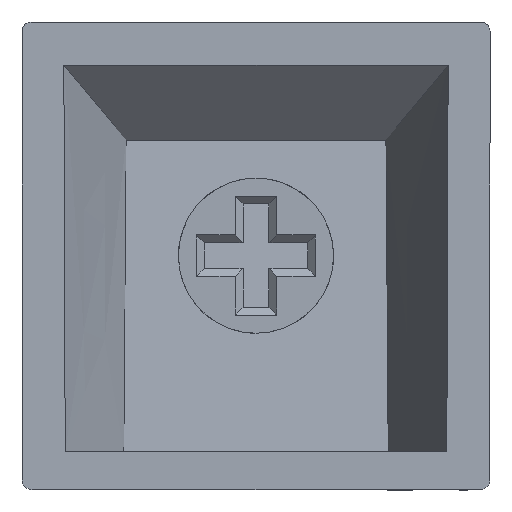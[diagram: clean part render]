
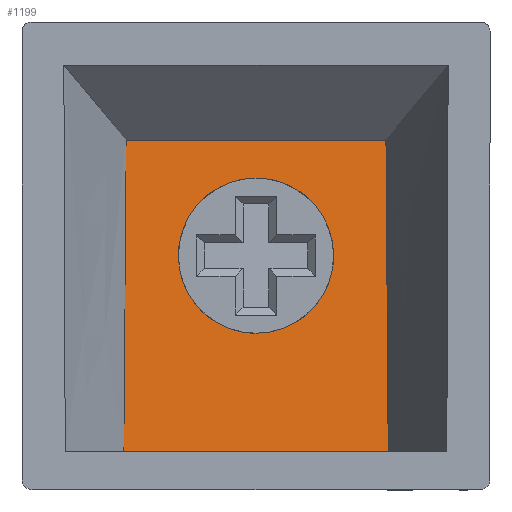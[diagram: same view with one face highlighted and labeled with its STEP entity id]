
A CAD part, front view. The second image highlights one B-rep face of the part: STEP entity #1199.
In plain terms, the highlighted planar face has unit normal (0, -0.995, 0.103).
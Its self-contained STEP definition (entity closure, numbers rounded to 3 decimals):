
#16 = CARTESIAN_POINT ( 'NONE',  ( 14.095, 5.59, -7.54 ) ) ;
#28 = EDGE_CURVE ( 'NONE', #1788, #1092, #1722, .T. ) ;
#53 = CARTESIAN_POINT ( 'NONE',  ( 9.05, 5.747, -6.037 ) ) ;
#83 = CARTESIAN_POINT ( 'NONE',  ( 9.05, 5.747, -6.037 ) ) ;
#112 = CARTESIAN_POINT ( 'NONE',  ( 3.999, 5.506, -8.349 ) ) ;
#146 = LINE ( 'NONE', #2447, #1106 ) ;
#230 = ORIENTED_EDGE ( 'NONE', *, *, #2617, .F. ) ;
#256 = CARTESIAN_POINT ( 'NONE',  ( 14.152, 4.779, -15.338 ) ) ;
#274 = CARTESIAN_POINT ( 'NONE',  ( 3.05, 5.747, -6.037 ) ) ;
#315 = CARTESIAN_POINT ( 'NONE',  ( 4.008, 5.637, -7.087 ) ) ;
#384 = DIRECTION ( 'NONE',  ( 1., 0., 0. ) ) ;
#415 = EDGE_LOOP ( 'NONE', ( #2040, #1208, #230, #1949 ) ) ;
#417 = B_SPLINE_CURVE_WITH_KNOTS ( 'NONE', 3,
 ( #1571, #2375, #926, #2606, #1143, #1964, #112, #315, #729, #2451 ),
 .UNSPECIFIED., .F., .F.,
 ( 4, 3, 3, 4 ),
 ( 0., 0.004, 0.008, 0.012 ),
 .UNSPECIFIED. ) ;
#467 = CARTESIAN_POINT ( 'NONE',  ( 9.05, 5.747, -6.037 ) ) ;
#469 = CARTESIAN_POINT ( 'NONE',  ( 0., 4.648, -16.6 ) ) ;
#653 = CARTESIAN_POINT ( 'NONE',  ( 14.076, 5.9, -4.564 ) ) ;
#729 = CARTESIAN_POINT ( 'NONE',  ( 4.016, 5.769, -5.825 ) ) ;
#841 = ORIENTED_EDGE ( 'NONE', *, *, #949, .F. ) ;
#870 = DIRECTION ( 'NONE',  ( 1., 0., 0. ) ) ;
#926 = CARTESIAN_POINT ( 'NONE',  ( 3.961, 4.958, -13.622 ) ) ;
#949 = EDGE_CURVE ( 'NONE', #1218, #2461, #2557, .T. ) ;
#1068 = FACE_OUTER_BOUND ( 'NONE', #415, .T. ) ;
#1092 = VERTEX_POINT ( 'NONE', #1336 ) ;
#1106 = VECTOR ( 'NONE', #384, 1000. ) ;
#1126 = AXIS2_PLACEMENT_3D ( 'NONE', #1582, #2618, #1601 ) ;
#1143 = CARTESIAN_POINT ( 'NONE',  ( 3.982, 5.244, -10.872 ) ) ;
#1175 = PLANE ( 'NONE',  #1126 ) ;
#1199 = ADVANCED_FACE ( 'NONE', ( #2651, #1068 ), #1175, .F. ) ;
#1208 = ORIENTED_EDGE ( 'NONE', *, *, #1977, .F. ) ;
#1218 = VERTEX_POINT ( 'NONE', #2598 ) ;
#1297 = CARTESIAN_POINT ( 'NONE',  ( 14.085, 5.745, -6.052 ) ) ;
#1300 = CARTESIAN_POINT ( 'NONE',  ( 9.05, 5.123, -12.037 ) ) ;
#1336 = CARTESIAN_POINT ( 'NONE',  ( 14.163, 4.648, -16.6 ) ) ;
#1475 = CARTESIAN_POINT ( 'NONE',  ( 14.114, 5.304, -10.29 ) ) ;
#1504 = CARTESIAN_POINT ( 'NONE',  ( 14.133, 5.042, -12.814 ) ) ;
#1517 = CARTESIAN_POINT ( 'NONE',  ( 15.05, 5.123, -12.037 ) ) ;
#1530 = EDGE_CURVE ( 'NONE', #2206, #1092, #1570, .T. ) ;
#1570 = LINE ( 'NONE', #469, #1690 ) ;
#1571 = CARTESIAN_POINT ( 'NONE',  ( 3.937, 4.648, -16.6 ) ) ;
#1577 = CARTESIAN_POINT ( 'NONE',  ( 14.076, 5.9, -4.564 ) ) ;
#1582 = CARTESIAN_POINT ( 'NONE',  ( 0., 6.306, -0.656 ) ) ;
#1601 = DIRECTION ( 'NONE',  ( 0., 0.103, 0.995 ) ) ;
#1629 = VERTEX_POINT ( 'NONE', #1984 ) ;
#1678 = CARTESIAN_POINT ( 'NONE',  ( 14.163, 4.648, -16.6 ) ) ;
#1690 = VECTOR ( 'NONE', #870, 1000. ) ;
#1697 = CARTESIAN_POINT ( 'NONE',  ( 15.05, 5.747, -6.037 ) ) ;
#1715 = CARTESIAN_POINT ( 'NONE',  ( 9.05, 5.123, -12.037 ) ) ;
#1722 = B_SPLINE_CURVE_WITH_KNOTS ( 'NONE', 3,
 ( #653, #1297, #16, #2307, #1475, #1921, #1504, #2519, #256, #1678 ),
 .UNSPECIFIED., .F., .F.,
 ( 4, 3, 3, 4 ),
 ( 0., 0.004, 0.008, 0.012 ),
 .UNSPECIFIED. ) ;
#1726 = CARTESIAN_POINT ( 'NONE',  ( 3.05, 5.123, -12.037 ) ) ;
#1788 = VERTEX_POINT ( 'NONE', #1577 ) ;
#1921 = CARTESIAN_POINT ( 'NONE',  ( 14.123, 5.173, -11.552 ) ) ;
#1949 = ORIENTED_EDGE ( 'NONE', *, *, #1530, .T. ) ;
#1964 = CARTESIAN_POINT ( 'NONE',  ( 3.991, 5.375, -9.61 ) ) ;
#1977 = EDGE_CURVE ( 'NONE', #1629, #1788, #146, .T. ) ;
#1984 = CARTESIAN_POINT ( 'NONE',  ( 4.024, 5.9, -4.564 ) ) ;
#2040 = ORIENTED_EDGE ( 'NONE', *, *, #28, .F. ) ;
#2072 = ORIENTED_EDGE ( 'NONE', *, *, #2366, .F. ) ;
#2206 = VERTEX_POINT ( 'NONE', #2286 ) ;
#2286 = CARTESIAN_POINT ( 'NONE',  ( 3.937, 4.648, -16.6 ) ) ;
#2307 = CARTESIAN_POINT ( 'NONE',  ( 14.105, 5.435, -9.029 ) ) ;
#2366 = EDGE_CURVE ( 'NONE', #2461, #1218, #2530, .T. ) ;
#2375 = CARTESIAN_POINT ( 'NONE',  ( 3.95, 4.803, -15.111 ) ) ;
#2447 = CARTESIAN_POINT ( 'NONE',  ( 0., 5.9, -4.564 ) ) ;
#2451 = CARTESIAN_POINT ( 'NONE',  ( 4.024, 5.9, -4.564 ) ) ;
#2461 = VERTEX_POINT ( 'NONE', #83 ) ;
#2508 = EDGE_LOOP ( 'NONE', ( #841, #2072 ) ) ;
#2519 = CARTESIAN_POINT ( 'NONE',  ( 14.142, 4.91, -14.076 ) ) ;
#2530 =( BOUNDED_CURVE ( )  B_SPLINE_CURVE ( 3, ( #467, #274, #1726, #1715 ),
 .UNSPECIFIED., .F., .F. ) 
 B_SPLINE_CURVE_WITH_KNOTS ( ( 4, 4 ),
 ( 3.142, 6.283 ),
 .UNSPECIFIED. ) 
 CURVE ( )  GEOMETRIC_REPRESENTATION_ITEM ( )  RATIONAL_B_SPLINE_CURVE ( ( 1., 0.333, 0.333, 1. ) ) 
 REPRESENTATION_ITEM ( '' )  );
#2557 =( BOUNDED_CURVE ( )  B_SPLINE_CURVE ( 3, ( #1300, #1517, #1697, #53 ),
 .UNSPECIFIED., .F., .T. ) 
 B_SPLINE_CURVE_WITH_KNOTS ( ( 4, 4 ),
 ( 0., 3.142 ),
 .UNSPECIFIED. ) 
 CURVE ( )  GEOMETRIC_REPRESENTATION_ITEM ( )  RATIONAL_B_SPLINE_CURVE ( ( 1., 0.333, 0.333, 1. ) ) 
 REPRESENTATION_ITEM ( '' )  );
#2598 = CARTESIAN_POINT ( 'NONE',  ( 9.05, 5.123, -12.037 ) ) ;
#2606 = CARTESIAN_POINT ( 'NONE',  ( 3.972, 5.112, -12.133 ) ) ;
#2617 = EDGE_CURVE ( 'NONE', #2206, #1629, #417, .T. ) ;
#2618 = DIRECTION ( 'NONE',  ( 0., 0.995, -0.103 ) ) ;
#2651 = FACE_BOUND ( 'NONE', #2508, .T. ) ;
